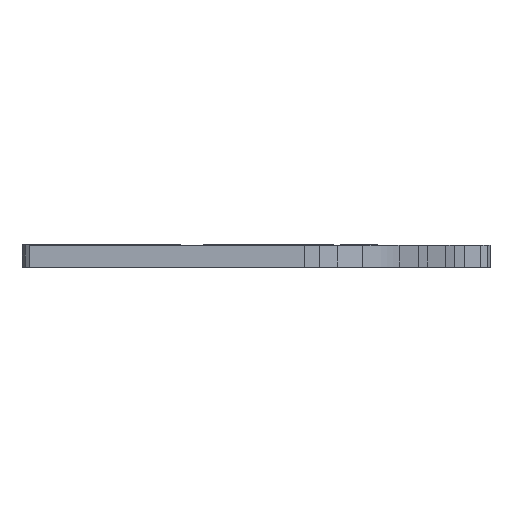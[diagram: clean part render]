
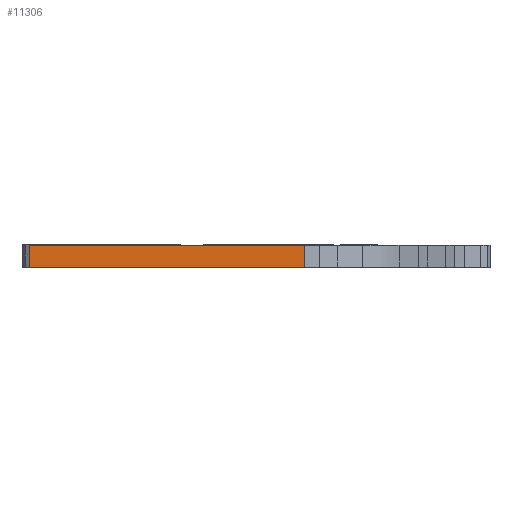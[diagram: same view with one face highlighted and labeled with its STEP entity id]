
A CAD part, left-side view. The second image highlights one B-rep face of the part: STEP entity #11306.
In plain terms, the highlighted planar face has unit normal (-1, 0, 0).
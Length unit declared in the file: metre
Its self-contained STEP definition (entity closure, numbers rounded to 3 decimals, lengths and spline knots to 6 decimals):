
#1070=ORIENTED_EDGE('',*,*,#4236,.T.);
#1071=ORIENTED_EDGE('',*,*,#4237,.T.);
#1072=ORIENTED_EDGE('',*,*,#4238,.F.);
#1073=ORIENTED_EDGE('',*,*,#4106,.F.);
#4106=EDGE_CURVE('',#5707,#5708,#6779,.T.);
#4236=EDGE_CURVE('',#5707,#5803,#6907,.T.);
#4237=EDGE_CURVE('',#5803,#5804,#6908,.T.);
#4238=EDGE_CURVE('',#5708,#5804,#6909,.T.);
#5707=VERTEX_POINT('',#18865);
#5708=VERTEX_POINT('',#18867);
#5803=VERTEX_POINT('',#19129);
#5804=VERTEX_POINT('',#19133);
#6779=LINE('',#18866,#8375);
#6907=LINE('',#19130,#8503);
#6908=LINE('',#19132,#8504);
#6909=LINE('',#19134,#8505);
#8375=VECTOR('',#15800,1.);
#8503=VECTOR('',#15998,1.);
#8504=VECTOR('',#16001,1.);
#8505=VECTOR('',#16002,1.);
#9645=EDGE_LOOP('',(#1070,#1071,#1072,#1073));
#10207=FACE_BOUND('',#9645,.T.);
#10761=PLANE('',#14905);
#11306=ADVANCED_FACE('',(#10207),#10761,.F.);
#14905=AXIS2_PLACEMENT_3D('',#19131,#15999,#16000);
#15800=DIRECTION('',(0.,-1.,0.));
#15998=DIRECTION('',(0.,0.,-1.));
#15999=DIRECTION('',(1.,0.,0.));
#16000=DIRECTION('',(0.,1.,0.));
#16001=DIRECTION('',(0.,-1.,0.));
#16002=DIRECTION('',(0.,0.,-1.));
#18865=CARTESIAN_POINT('',(-0.01524,0.018387,0.0014));
#18866=CARTESIAN_POINT('',(-0.01524,0.007223,0.0014));
#18867=CARTESIAN_POINT('',(-0.01524,-0.003941,0.0014));
#19129=CARTESIAN_POINT('',(-0.01524,0.018387,-0.0004));
#19130=CARTESIAN_POINT('',(-0.01524,0.018387,0.0014));
#19131=CARTESIAN_POINT('',(-0.01524,0.007223,0.0014));
#19132=CARTESIAN_POINT('',(-0.01524,0.007223,-0.0004));
#19133=CARTESIAN_POINT('',(-0.01524,-0.003941,-0.0004));
#19134=CARTESIAN_POINT('',(-0.01524,-0.003941,0.0014));
